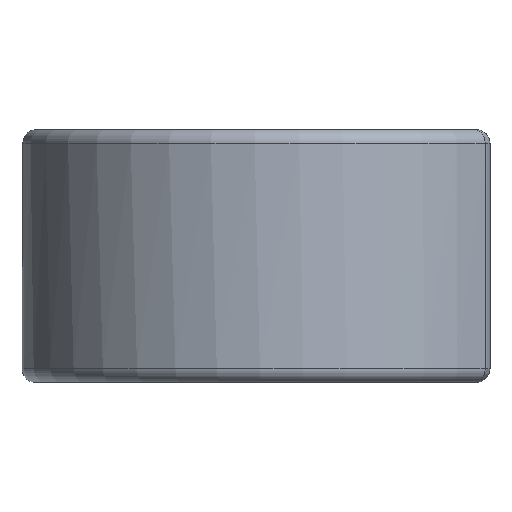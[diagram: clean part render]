
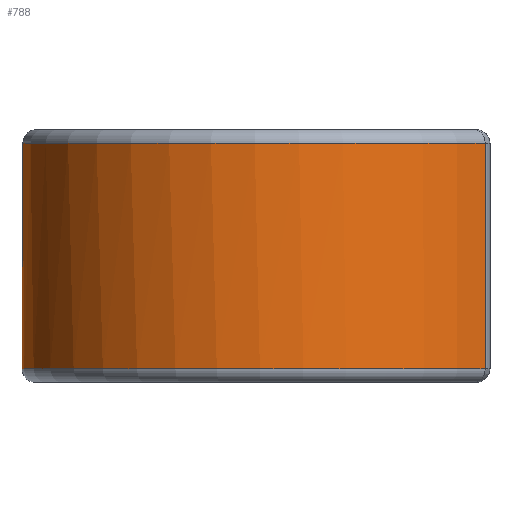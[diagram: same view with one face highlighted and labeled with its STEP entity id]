
A CAD part, left-side view. The second image highlights one B-rep face of the part: STEP entity #788.
In plain terms, the highlighted cylindrical face has radius 9.2 mm (diameter 18.4 mm), a partial arc.
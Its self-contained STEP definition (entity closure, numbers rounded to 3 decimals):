
#53=LINE('',#1491,#89);
#59=LINE('',#1574,#95);
#61=LINE('',#1577,#97);
#62=LINE('',#1581,#98);
#89=VECTOR('',#1076,10.);
#95=VECTOR('',#1158,10.);
#97=VECTOR('',#1162,10.);
#98=VECTOR('',#1169,10.);
#121=CYLINDRICAL_SURFACE('',#916,9.2);
#187=FACE_OUTER_BOUND('',#241,.T.);
#241=EDGE_LOOP('',(#717,#718,#719,#720,#721,#722,#723,#724,#725,#726,#727,
#728));
#246=B_SPLINE_CURVE_WITH_KNOTS('',3,(#1223,#1224,#1225,#1226,#1227,#1228),
 .UNSPECIFIED.,.F.,.F.,(4,2,4),(-0.083,-0.082,
0.),.UNSPECIFIED.);
#248=B_SPLINE_CURVE_WITH_KNOTS('',3,(#1262,#1263,#1264,#1265),
 .UNSPECIFIED.,.F.,.F.,(4,4),(0.,0.107),.UNSPECIFIED.);
#249=B_SPLINE_CURVE_WITH_KNOTS('',3,(#1292,#1293,#1294,#1295,#1296,#1297),
 .UNSPECIFIED.,.F.,.F.,(4,2,4),(-0.082,0.,0.),
 .UNSPECIFIED.);
#252=B_SPLINE_CURVE_WITH_KNOTS('',3,(#1330,#1331,#1332,#1333),
 .UNSPECIFIED.,.F.,.F.,(4,4),(0.,0.107),
 .UNSPECIFIED.);
#257=CIRCLE('',#810,9.2);
#286=CIRCLE('',#848,9.2);
#311=CIRCLE('',#889,9.2);
#321=CIRCLE('',#905,9.2);
#324=VERTEX_POINT('',#1213);
#326=VERTEX_POINT('',#1216);
#327=VERTEX_POINT('',#1230);
#330=VERTEX_POINT('',#1235);
#331=VERTEX_POINT('',#1290);
#332=VERTEX_POINT('',#1291);
#362=VERTEX_POINT('',#1419);
#364=VERTEX_POINT('',#1424);
#379=VERTEX_POINT('',#1490);
#380=VERTEX_POINT('',#1495);
#385=VERTEX_POINT('',#1513);
#388=VERTEX_POINT('',#1564);
#392=EDGE_CURVE('',#326,#324,#246,.T.);
#396=EDGE_CURVE('',#330,#327,#257,.T.);
#398=EDGE_CURVE('',#324,#330,#248,.T.);
#399=EDGE_CURVE('',#331,#332,#249,.T.);
#403=EDGE_CURVE('',#327,#331,#252,.T.);
#441=EDGE_CURVE('',#364,#362,#286,.T.);
#467=EDGE_CURVE('',#362,#379,#53,.T.);
#481=EDGE_CURVE('',#379,#385,#311,.T.);
#492=EDGE_CURVE('',#380,#388,#321,.T.);
#495=EDGE_CURVE('',#388,#364,#59,.T.);
#497=EDGE_CURVE('',#332,#380,#61,.T.);
#499=EDGE_CURVE('',#385,#326,#62,.T.);
#717=ORIENTED_EDGE('',*,*,#392,.F.);
#718=ORIENTED_EDGE('',*,*,#499,.F.);
#719=ORIENTED_EDGE('',*,*,#481,.F.);
#720=ORIENTED_EDGE('',*,*,#467,.F.);
#721=ORIENTED_EDGE('',*,*,#441,.F.);
#722=ORIENTED_EDGE('',*,*,#495,.F.);
#723=ORIENTED_EDGE('',*,*,#492,.F.);
#724=ORIENTED_EDGE('',*,*,#497,.F.);
#725=ORIENTED_EDGE('',*,*,#399,.F.);
#726=ORIENTED_EDGE('',*,*,#403,.F.);
#727=ORIENTED_EDGE('',*,*,#396,.F.);
#728=ORIENTED_EDGE('',*,*,#398,.F.);
#788=ADVANCED_FACE('',(#187),#121,.T.);
#810=AXIS2_PLACEMENT_3D('',#1237,#932,#933);
#848=AXIS2_PLACEMENT_3D('',#1426,#1018,#1019);
#889=AXIS2_PLACEMENT_3D('',#1518,#1115,#1116);
#905=AXIS2_PLACEMENT_3D('',#1568,#1148,#1149);
#916=AXIS2_PLACEMENT_3D('',#1588,#1179,#1180);
#932=DIRECTION('center_axis',(0.,0.,-1.));
#933=DIRECTION('ref_axis',(0.97,0.242,0.));
#1018=DIRECTION('center_axis',(0.,0.,
1.));
#1019=DIRECTION('ref_axis',(0.,1.,0.));
#1076=DIRECTION('',(0.,0.,-1.));
#1115=DIRECTION('center_axis',(0.,0.,-1.));
#1116=DIRECTION('ref_axis',(-0.787,0.616,0.));
#1148=DIRECTION('center_axis',(0.,0.,-1.));
#1149=DIRECTION('ref_axis',(0.789,-0.615,0.));
#1158=DIRECTION('',(0.,0.,1.));
#1162=DIRECTION('',(0.,0.,-1.));
#1169=DIRECTION('',(0.,0.,1.));
#1179=DIRECTION('center_axis',(0.,0.,1.));
#1180=DIRECTION('ref_axis',(0.,1.,0.));
#1213=CARTESIAN_POINT('',(4.765,14.599,59.141));
#1216=CARTESIAN_POINT('',(4.403,14.936,58.5));
#1223=CARTESIAN_POINT('Ctrl Pts',(4.403,14.936,58.5));
#1224=CARTESIAN_POINT('Ctrl Pts',(4.403,14.935,58.501));
#1225=CARTESIAN_POINT('Ctrl Pts',(4.404,14.935,58.502));
#1226=CARTESIAN_POINT('Ctrl Pts',(4.515,14.837,58.729));
#1227=CARTESIAN_POINT('Ctrl Pts',(4.627,14.734,58.958));
#1228=CARTESIAN_POINT('Ctrl Pts',(4.765,14.599,59.141));
#1230=CARTESIAN_POINT('',(7.327,6.168,59.5));
#1235=CARTESIAN_POINT('',(5.396,13.913,59.5));
#1237=CARTESIAN_POINT('Origin',(-1.681,8.035,59.5));
#1262=CARTESIAN_POINT('Ctrl Pts',(4.765,14.599,59.141));
#1263=CARTESIAN_POINT('Ctrl Pts',(4.944,14.423,59.379));
#1264=CARTESIAN_POINT('Ctrl Pts',(5.18,14.173,59.5));
#1265=CARTESIAN_POINT('Ctrl Pts',(5.396,13.913,59.5));
#1290=CARTESIAN_POINT('',(7.092,5.266,59.141));
#1291=CARTESIAN_POINT('',(6.93,4.798,58.5));
#1292=CARTESIAN_POINT('Ctrl Pts',(7.092,5.266,59.141));
#1293=CARTESIAN_POINT('Ctrl Pts',(7.034,5.081,58.958));
#1294=CARTESIAN_POINT('Ctrl Pts',(6.983,4.938,58.729));
#1295=CARTESIAN_POINT('Ctrl Pts',(6.931,4.8,58.502));
#1296=CARTESIAN_POINT('Ctrl Pts',(6.931,4.799,58.501));
#1297=CARTESIAN_POINT('Ctrl Pts',(6.93,4.798,58.5));
#1330=CARTESIAN_POINT('Ctrl Pts',(7.327,6.168,59.5));
#1331=CARTESIAN_POINT('Ctrl Pts',(7.258,5.836,59.5));
#1332=CARTESIAN_POINT('Ctrl Pts',(7.168,5.506,59.379));
#1333=CARTESIAN_POINT('Ctrl Pts',(7.092,5.266,59.141));
#1419=CARTESIAN_POINT('',(-6.922,0.473,63.649));
#1424=CARTESIAN_POINT('',(3.559,0.473,63.649));
#1426=CARTESIAN_POINT('Origin',(-1.681,8.035,63.649));
#1490=CARTESIAN_POINT('',(-6.922,0.473,55.5));
#1491=CARTESIAN_POINT('',(-6.922,0.473,55.));
#1495=CARTESIAN_POINT('',(6.93,4.798,55.5));
#1513=CARTESIAN_POINT('',(4.403,14.936,55.5));
#1518=CARTESIAN_POINT('Origin',(-1.681,8.035,55.5));
#1564=CARTESIAN_POINT('',(3.559,0.473,55.5));
#1568=CARTESIAN_POINT('Origin',(-1.681,8.035,55.5));
#1574=CARTESIAN_POINT('',(3.559,0.473,55.));
#1577=CARTESIAN_POINT('',(6.93,4.798,55.));
#1581=CARTESIAN_POINT('',(4.403,14.936,55.));
#1588=CARTESIAN_POINT('Origin',(-1.681,8.035,55.));
